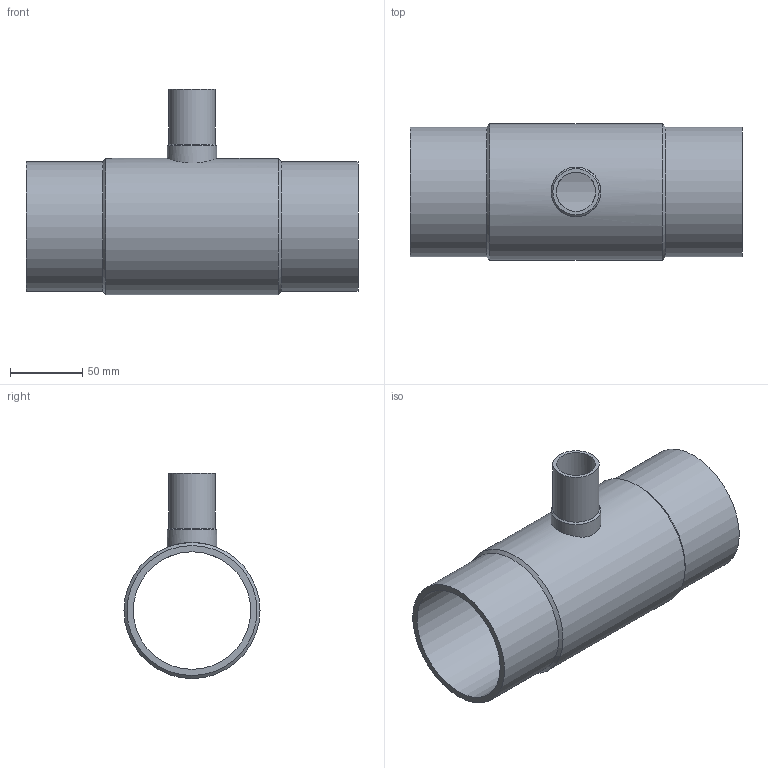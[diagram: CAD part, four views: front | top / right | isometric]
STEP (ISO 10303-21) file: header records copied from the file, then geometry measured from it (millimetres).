
FILE_DESCRIPTION( ( 'STEP AP203' ), '1' );
FILE_NAME( '30065903221(architecture400).stp', '2022-06-20T10:52:18', ( 'License CC BY-ND 4.0' ), ( 'CADENAS' ), ' ', 'PARTsolutions', ' ' );
FILE_SCHEMA( ( 'CONFIG_CONTROL_DESIGN' ) );
Length unit declared in the file: millimetre
Products named in the file (1): _30065903221(architecture400)
Bounding box: 230 x 94.3 x 142.15 mm (x, y, z)
Volume: 350582.7 mm3; surface area: 136857.2 mm2
Topology: 1 solids, 1 shells, 13 faces, 27 edges, 16 vertices
Faces by surface type: cylinder 7, cone 3, plane 3
Full cylindrical faces by diameter (mm): 27.2 x1, 32 x1, 34.4 x1, 81.4 x1, 90 x2, 94.3 x1
Entity records: 516 total; most frequent: CARTESIAN_POINT 238, DIRECTION 52, EDGE_LOOP 28, ORIENTED_EDGE 28, AXIS2_PLACEMENT_3D 26, FACE_OUTER_BOUND 20, EDGE_CURVE 14, VERTEX_POINT 14
